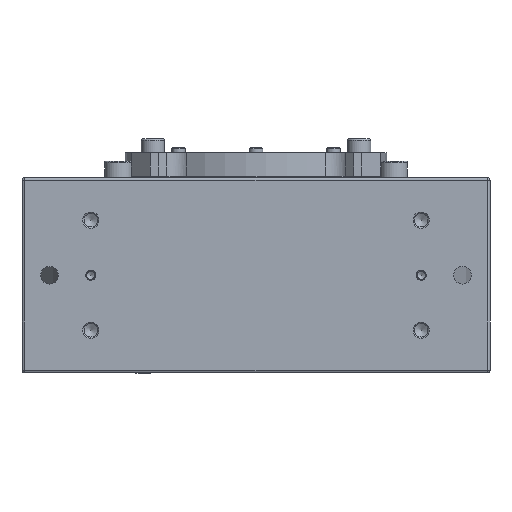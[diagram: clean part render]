
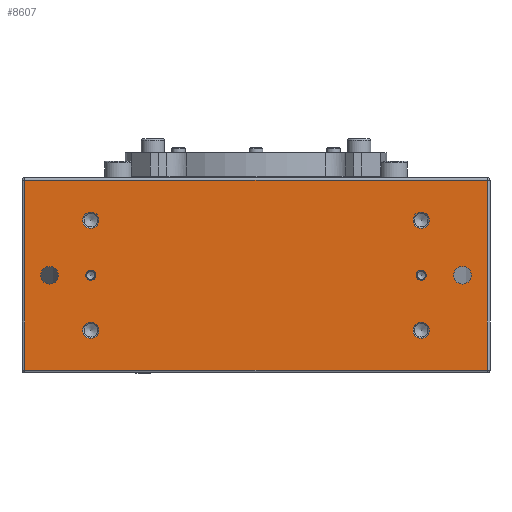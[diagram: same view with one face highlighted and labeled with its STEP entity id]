
A CAD part, front view. The second image highlights one B-rep face of the part: STEP entity #8607.
In plain terms, the highlighted planar face has unit normal (0, -1, 0).
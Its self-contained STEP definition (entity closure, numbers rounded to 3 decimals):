
#166=FACE_BOUND('',#1116,.T.);
#167=FACE_BOUND('',#1117,.T.);
#168=FACE_BOUND('',#1118,.T.);
#169=FACE_BOUND('',#1119,.T.);
#170=FACE_BOUND('',#1120,.T.);
#171=FACE_BOUND('',#1121,.T.);
#172=FACE_BOUND('',#1122,.T.);
#173=FACE_BOUND('',#1123,.T.);
#347=PLANE('',#9207);
#609=FACE_OUTER_BOUND('',#1115,.T.);
#1115=EDGE_LOOP('',(#5946,#5947,#5948,#5949));
#1116=EDGE_LOOP('',(#5950));
#1117=EDGE_LOOP('',(#5951));
#1118=EDGE_LOOP('',(#5952));
#1119=EDGE_LOOP('',(#5953));
#1120=EDGE_LOOP('',(#5954));
#1121=EDGE_LOOP('',(#5955));
#1122=EDGE_LOOP('',(#5956));
#1123=EDGE_LOOP('',(#5957));
#1759=LINE('',#13370,#2400);
#1760=LINE('',#13372,#2401);
#1761=LINE('',#13374,#2402);
#1762=LINE('',#13375,#2403);
#2400=VECTOR('',#10585,10.);
#2401=VECTOR('',#10586,10.);
#2402=VECTOR('',#10587,10.);
#2403=VECTOR('',#10588,10.);
#2949=CIRCLE('',#9204,1.8);
#2952=CIRCLE('',#9208,1.8);
#2953=CIRCLE('',#9209,2.959);
#2954=CIRCLE('',#9210,2.959);
#2955=CIRCLE('',#9211,3.2);
#2956=CIRCLE('',#9212,3.2);
#2957=CIRCLE('',#9213,2.959);
#2958=CIRCLE('',#9214,2.959);
#3603=VERTEX_POINT('',#13360);
#3606=VERTEX_POINT('',#13368);
#3607=VERTEX_POINT('',#13369);
#3608=VERTEX_POINT('',#13371);
#3609=VERTEX_POINT('',#13373);
#3610=VERTEX_POINT('',#13376);
#3611=VERTEX_POINT('',#13378);
#3612=VERTEX_POINT('',#13380);
#3613=VERTEX_POINT('',#13382);
#3614=VERTEX_POINT('',#13384);
#3615=VERTEX_POINT('',#13386);
#3616=VERTEX_POINT('',#13388);
#4495=EDGE_CURVE('',#3603,#3603,#2949,.T.);
#4499=EDGE_CURVE('',#3606,#3607,#1759,.T.);
#4500=EDGE_CURVE('',#3608,#3606,#1760,.T.);
#4501=EDGE_CURVE('',#3609,#3608,#1761,.T.);
#4502=EDGE_CURVE('',#3607,#3609,#1762,.T.);
#4503=EDGE_CURVE('',#3610,#3610,#2952,.T.);
#4504=EDGE_CURVE('',#3611,#3611,#2953,.T.);
#4505=EDGE_CURVE('',#3612,#3612,#2954,.T.);
#4506=EDGE_CURVE('',#3613,#3613,#2955,.T.);
#4507=EDGE_CURVE('',#3614,#3614,#2956,.T.);
#4508=EDGE_CURVE('',#3615,#3615,#2957,.T.);
#4509=EDGE_CURVE('',#3616,#3616,#2958,.T.);
#5946=ORIENTED_EDGE('',*,*,#4499,.F.);
#5947=ORIENTED_EDGE('',*,*,#4500,.F.);
#5948=ORIENTED_EDGE('',*,*,#4501,.F.);
#5949=ORIENTED_EDGE('',*,*,#4502,.F.);
#5950=ORIENTED_EDGE('',*,*,#4503,.F.);
#5951=ORIENTED_EDGE('',*,*,#4504,.F.);
#5952=ORIENTED_EDGE('',*,*,#4505,.F.);
#5953=ORIENTED_EDGE('',*,*,#4506,.T.);
#5954=ORIENTED_EDGE('',*,*,#4507,.T.);
#5955=ORIENTED_EDGE('',*,*,#4508,.F.);
#5956=ORIENTED_EDGE('',*,*,#4509,.F.);
#5957=ORIENTED_EDGE('',*,*,#4495,.F.);
#8607=ADVANCED_FACE('',(#609,#166,#167,#168,#169,#170,#171,#172,#173),#347,
 .T.);
#9204=AXIS2_PLACEMENT_3D('',#13361,#10576,#10577);
#9207=AXIS2_PLACEMENT_3D('',#13367,#10583,#10584);
#9208=AXIS2_PLACEMENT_3D('',#13377,#10589,#10590);
#9209=AXIS2_PLACEMENT_3D('',#13379,#10591,#10592);
#9210=AXIS2_PLACEMENT_3D('',#13381,#10593,#10594);
#9211=AXIS2_PLACEMENT_3D('',#13383,#10595,#10596);
#9212=AXIS2_PLACEMENT_3D('',#13385,#10597,#10598);
#9213=AXIS2_PLACEMENT_3D('',#13387,#10599,#10600);
#9214=AXIS2_PLACEMENT_3D('',#13389,#10601,#10602);
#10576=DIRECTION('center_axis',(0.,-1.,0.));
#10577=DIRECTION('ref_axis',(-1.,0.,0.));
#10583=DIRECTION('center_axis',(0.,-1.,0.));
#10584=DIRECTION('ref_axis',(-1.,0.,0.));
#10585=DIRECTION('',(-1.,0.,0.));
#10586=DIRECTION('',(0.,0.,-1.));
#10587=DIRECTION('',(1.,0.,0.));
#10588=DIRECTION('',(0.,0.,1.));
#10589=DIRECTION('center_axis',(0.,-1.,0.));
#10590=DIRECTION('ref_axis',(-1.,0.,0.));
#10591=DIRECTION('center_axis',(0.,-1.,0.));
#10592=DIRECTION('ref_axis',(-1.,0.,0.));
#10593=DIRECTION('center_axis',(0.,-1.,0.));
#10594=DIRECTION('ref_axis',(-1.,0.,0.));
#10595=DIRECTION('center_axis',(0.,1.,0.));
#10596=DIRECTION('ref_axis',(1.,0.,0.));
#10597=DIRECTION('center_axis',(0.,1.,0.));
#10598=DIRECTION('ref_axis',(1.,0.,0.));
#10599=DIRECTION('center_axis',(0.,-1.,0.));
#10600=DIRECTION('ref_axis',(-1.,0.,0.));
#10601=DIRECTION('center_axis',(0.,-1.,0.));
#10602=DIRECTION('ref_axis',(-1.,0.,0.));
#13360=CARTESIAN_POINT('',(61.8,-90.,10.3));
#13361=CARTESIAN_POINT('Origin',(60.,-90.,10.3));
#13367=CARTESIAN_POINT('Origin',(66.,-90.,45.8));
#13368=CARTESIAN_POINT('',(84.,-90.,-24.2));
#13369=CARTESIAN_POINT('',(-84.,-90.,-24.2));
#13370=CARTESIAN_POINT('',(33.,-90.,-24.2));
#13371=CARTESIAN_POINT('',(84.,-90.,44.8));
#13372=CARTESIAN_POINT('',(84.,-90.,45.8));
#13373=CARTESIAN_POINT('',(-84.,-90.,44.8));
#13374=CARTESIAN_POINT('',(33.,-90.,44.8));
#13375=CARTESIAN_POINT('',(-84.,-90.,10.3));
#13376=CARTESIAN_POINT('',(-58.2,-90.,10.3));
#13377=CARTESIAN_POINT('Origin',(-60.,-90.,10.3));
#13378=CARTESIAN_POINT('',(62.959,-90.,30.3));
#13379=CARTESIAN_POINT('Origin',(60.,-90.,30.3));
#13380=CARTESIAN_POINT('',(-57.041,-90.,30.3));
#13381=CARTESIAN_POINT('Origin',(-60.,-90.,30.3));
#13382=CARTESIAN_POINT('',(-78.2,-90.,10.3));
#13383=CARTESIAN_POINT('Origin',(-75.,-90.,10.3));
#13384=CARTESIAN_POINT('',(71.8,-90.,10.3));
#13385=CARTESIAN_POINT('Origin',(75.,-90.,10.3));
#13386=CARTESIAN_POINT('',(-57.041,-90.,-9.7));
#13387=CARTESIAN_POINT('Origin',(-60.,-90.,-9.7));
#13388=CARTESIAN_POINT('',(62.959,-90.,-9.7));
#13389=CARTESIAN_POINT('Origin',(60.,-90.,-9.7));
